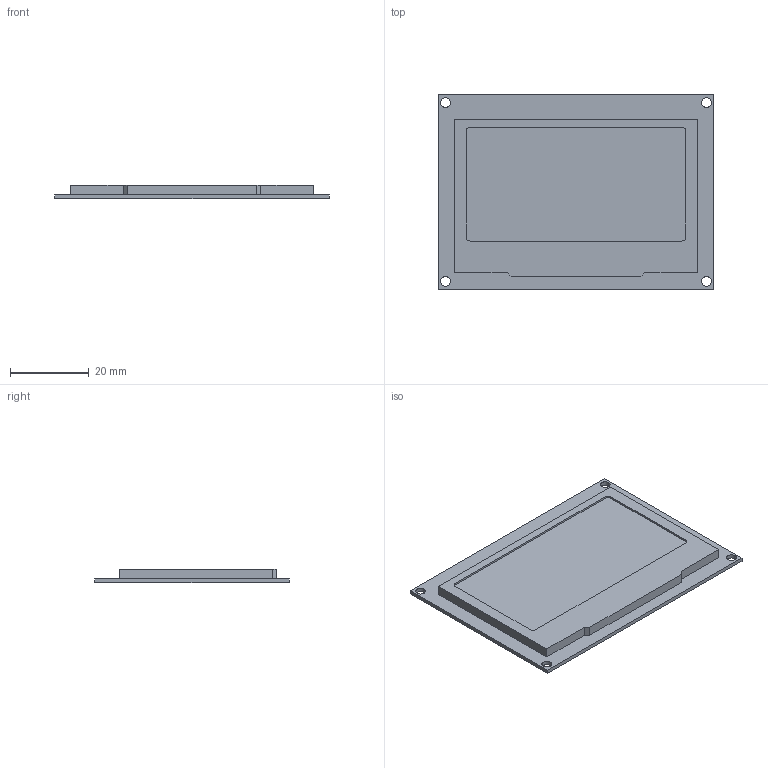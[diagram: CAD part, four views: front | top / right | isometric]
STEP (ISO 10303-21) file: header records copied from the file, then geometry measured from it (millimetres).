
FILE_DESCRIPTION(/* description */ (''),/* implementation_level */ '2;1');
FILE_NAME(/* name */ '2719 OLED 2.4in.step',/* time_stamp */ '2022-01-27T07:57:16-05:00',/* author */ (''),/* organization */ (''),/* preprocessor_version */ 'ST-DEVELOPER v18.1',/* originating_system */ 'Autodesk Translation Framework v10.13.0.1454',/* authorisation */ '');
FILE_SCHEMA (('AUTOMOTIVE_DESIGN { 1 0 10303 214 3 1 1 }'));
Length unit declared in the file: millimetre
Products named in the file (1): 2.4in OLED Display 2719
Bounding box: 70 x 49.6 x 3.5 mm (x, y, z)
Volume: 8770.8 mm3; surface area: 12670.6 mm2
Topology: 2 solids, 2 shells, 29 faces, 72 edges, 48 vertices
Faces by surface type: plane 21, cylinder 8
Full cylindrical faces by diameter (mm): 2.5 x4
Entity records: 924 total; most frequent: CARTESIAN_POINT 150, DIRECTION 148, ORIENTED_EDGE 144, EDGE_CURVE 72, LINE 56, VECTOR 56, VERTEX_POINT 48, AXIS2_PLACEMENT_3D 46
